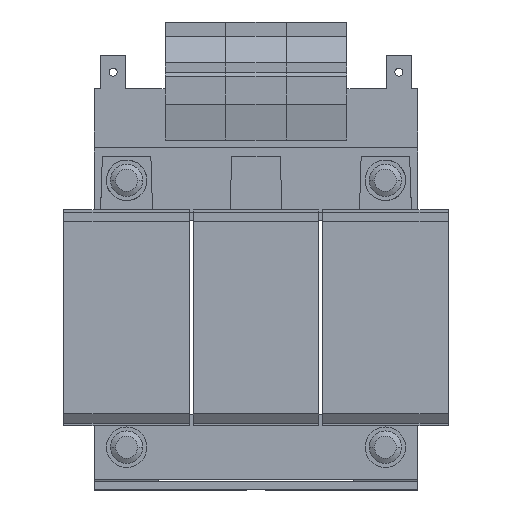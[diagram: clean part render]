
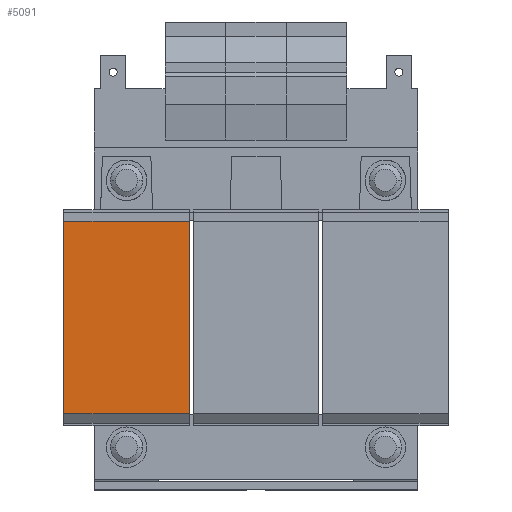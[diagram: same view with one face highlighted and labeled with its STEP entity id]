
A CAD part, top view. The second image highlights one B-rep face of the part: STEP entity #5091.
In plain terms, the highlighted planar face has unit normal (0, 0, 1).
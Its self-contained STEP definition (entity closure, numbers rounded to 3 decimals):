
#121 = LINE ( 'NONE', #4460, #12747 ) ;
#144 = ORIENTED_EDGE ( 'NONE', *, *, #8168, .T. ) ;
#687 = LINE ( 'NONE', #6665, #10864 ) ;
#1076 = CARTESIAN_POINT ( 'NONE',  ( -47.5, -24.8, 22.85 ) ) ;
#1251 = DIRECTION ( 'NONE',  ( 0., -1., 0. ) ) ;
#1797 = FACE_OUTER_BOUND ( 'NONE', #10812, .T. ) ;
#2739 = DIRECTION ( 'NONE',  ( -1., 0., 0. ) ) ;
#3138 = DIRECTION ( 'NONE',  ( -1., 0., 0. ) ) ;
#3669 = EDGE_CURVE ( 'Defeature ausgef�hrt2_198+Defeature ausgef�hrt2_221+Defeature ausgef�hrt2_222+Defeature ausgef�hrt2_220', #12488, #7160, #121, .T. ) ;
#4107 = ORIENTED_EDGE ( 'NONE', *, *, #3669, .F. ) ;
#4460 = CARTESIAN_POINT ( 'NONE',  ( -16.5, 22.8, 22.85 ) ) ;
#4488 = EDGE_CURVE ( 'Defeature ausgef�hrt2_221+Defeature ausgef�hrt2_222+Defeature ausgef�hrt2_198+Defeature ausgef�hrt2_197', #12488, #7730, #5000, .T. ) ;
#4554 = CARTESIAN_POINT ( 'NONE',  ( -16.5, 22.8, 22.85 ) ) ;
#4994 = PLANE ( 'NONE',  #13299 ) ;
#5000 = LINE ( 'NONE', #9528, #12697 ) ;
#5091 = ADVANCED_FACE ( 'Defeature ausgef�hrt2_221', ( #1797 ), #4994, .F. ) ;
#6665 = CARTESIAN_POINT ( 'NONE',  ( -16.5, -24.8, 22.85 ) ) ;
#7160 = VERTEX_POINT ( 'NONE', #12006 ) ;
#7259 = ORIENTED_EDGE ( 'NONE', *, *, #11937, .F. ) ;
#7267 = CARTESIAN_POINT ( 'NONE',  ( -47.5, 22.8, 22.85 ) ) ;
#7730 = VERTEX_POINT ( 'NONE', #12038 ) ;
#7931 = VERTEX_POINT ( 'NONE', #1076 ) ;
#8168 = EDGE_CURVE ( 'Defeature ausgef�hrt2_221+Defeature ausgef�hrt2_197+Defeature ausgef�hrt2_222+Defeature ausgef�hrt2_220', #7730, #7931, #13407, .T. ) ;
#8189 = VECTOR ( 'NONE', #10652, 1000. ) ;
#9528 = CARTESIAN_POINT ( 'NONE',  ( -16.5, 22.8, 22.85 ) ) ;
#10652 = DIRECTION ( 'NONE',  ( 0., -1., 0. ) ) ;
#10812 = EDGE_LOOP ( 'NONE', ( #144, #7259, #4107, #11230 ) ) ;
#10864 = VECTOR ( 'NONE', #3138, 1000. ) ;
#11230 = ORIENTED_EDGE ( 'NONE', *, *, #4488, .T. ) ;
#11804 = CARTESIAN_POINT ( 'NONE',  ( -16.5, 22.8, 22.85 ) ) ;
#11937 = EDGE_CURVE ( 'Defeature ausgef�hrt2_220+Defeature ausgef�hrt2_221+Defeature ausgef�hrt2_198+Defeature ausgef�hrt2_197', #7160, #7931, #687, .T. ) ;
#12006 = CARTESIAN_POINT ( 'NONE',  ( -16.5, -24.8, 22.85 ) ) ;
#12038 = CARTESIAN_POINT ( 'NONE',  ( -47.5, 22.8, 22.85 ) ) ;
#12488 = VERTEX_POINT ( 'NONE', #4554 ) ;
#12697 = VECTOR ( 'NONE', #13762, 1000. ) ;
#12747 = VECTOR ( 'NONE', #1251, 1000. ) ;
#13299 = AXIS2_PLACEMENT_3D ( 'NONE', #11804, #14001, #2739 ) ;
#13407 = LINE ( 'NONE', #7267, #8189 ) ;
#13762 = DIRECTION ( 'NONE',  ( -1., 0., 0. ) ) ;
#14001 = DIRECTION ( 'NONE',  ( 0., 0., -1. ) ) ;
